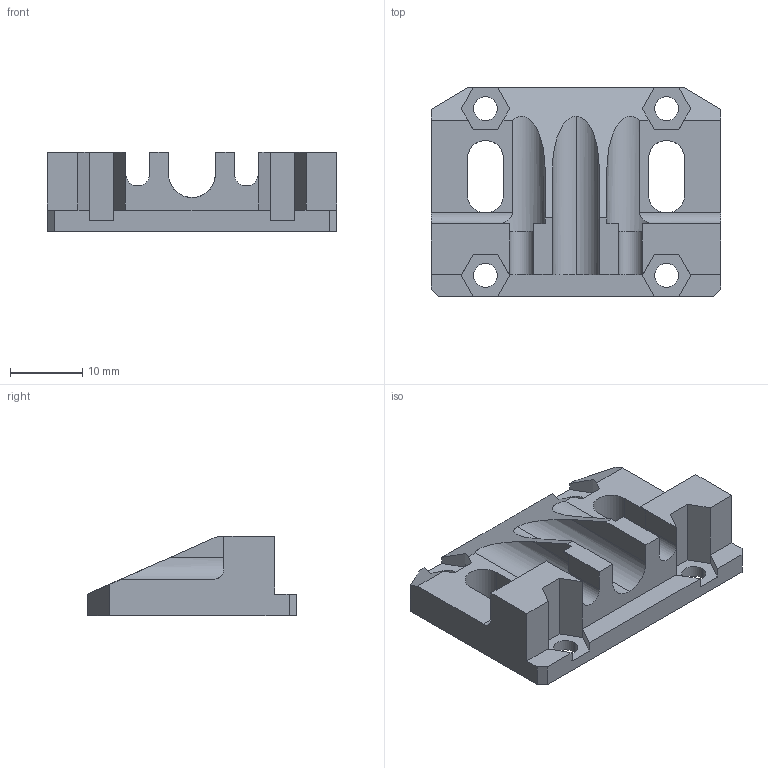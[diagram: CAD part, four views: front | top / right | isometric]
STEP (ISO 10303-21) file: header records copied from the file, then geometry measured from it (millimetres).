
FILE_DESCRIPTION (( 'STEP AP214' ), '1' );
FILE_NAME ('nozzle-mounting.STEP', '2011-05-23T22:39:34', ( 'Owner' ), ( '22ndstreetcomputers.com' ), 'SwSTEP 2.0', 'SolidWorks 2010', '' );
FILE_SCHEMA (( 'AUTOMOTIVE_DESIGN' ));
Length unit declared in the file: millimetre
Products named in the file (1): nozzle-mounting
Bounding box: 40 x 28.8 x 11 mm (x, y, z)
Volume: 5701.9 mm3; surface area: 3831.6 mm2
Topology: 1 solids, 1 shells, 86 faces, 256 edges, 170 vertices
Faces by surface type: plane 66, cylinder 20
Entity records: 2940 total; most frequent: CARTESIAN_POINT 547, ORIENTED_EDGE 512, DIRECTION 464, EDGE_CURVE 256, LINE 210, VECTOR 210, VERTEX_POINT 170, AXIS2_PLACEMENT_3D 127
